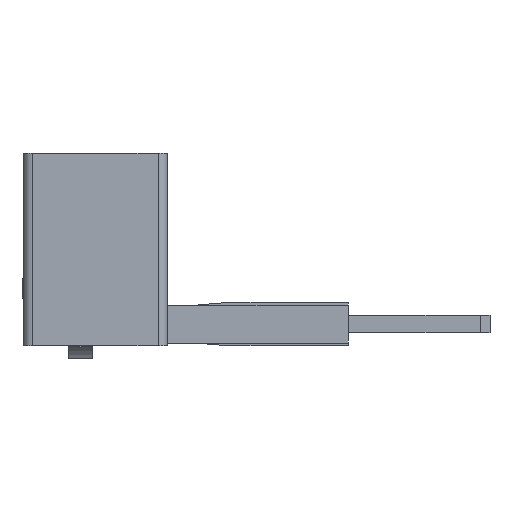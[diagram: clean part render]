
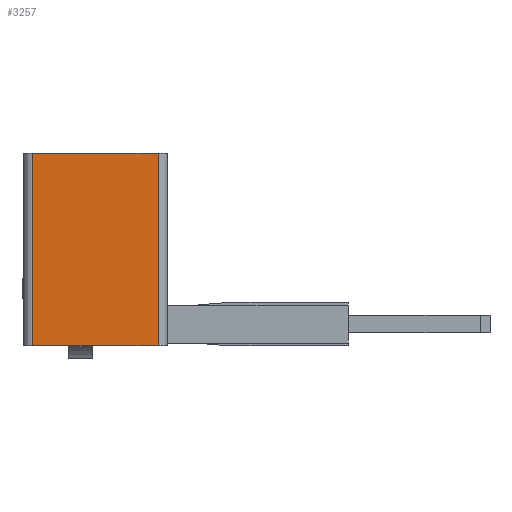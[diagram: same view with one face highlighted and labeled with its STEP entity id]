
A CAD part, left-side view. The second image highlights one B-rep face of the part: STEP entity #3257.
In plain terms, the highlighted planar face has unit normal (-1, 0, 0).
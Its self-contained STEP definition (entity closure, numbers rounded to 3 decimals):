
#55 = VERTEX_POINT ( 'NONE', #1510 ) ;
#243 = CARTESIAN_POINT ( 'NONE',  ( -7.11, 10.05, 1.15 ) ) ;
#411 = CARTESIAN_POINT ( 'NONE',  ( -7.11, 17.17, 9.01 ) ) ;
#514 = LINE ( 'NONE', #243, #2919 ) ;
#527 = ORIENTED_EDGE ( 'NONE', *, *, #2435, .T. ) ;
#593 = EDGE_LOOP ( 'NONE', ( #527, #1142, #1398, #3622 ) ) ;
#662 = CARTESIAN_POINT ( 'NONE',  ( -7.11, 16.67, -1.15 ) ) ;
#778 = CARTESIAN_POINT ( 'NONE',  ( -7.11, 10.05, -1.15 ) ) ;
#1142 = ORIENTED_EDGE ( 'NONE', *, *, #1224, .T. ) ;
#1224 = EDGE_CURVE ( 'NONE', #1591, #55, #514, .T. ) ;
#1398 = ORIENTED_EDGE ( 'NONE', *, *, #1542, .F. ) ;
#1510 = CARTESIAN_POINT ( 'NONE',  ( -7.11, 10.05, 9.01 ) ) ;
#1542 = EDGE_CURVE ( 'NONE', #1797, #55, #3393, .T. ) ;
#1574 = DIRECTION ( 'NONE',  ( 0., -1., 0. ) ) ;
#1591 = VERTEX_POINT ( 'NONE', #778 ) ;
#1644 = PLANE ( 'NONE',  #2716 ) ;
#1707 = FACE_OUTER_BOUND ( 'NONE', #593, .T. ) ;
#1797 = VERTEX_POINT ( 'NONE', #2737 ) ;
#1967 = VERTEX_POINT ( 'NONE', #662 ) ;
#1999 = DIRECTION ( 'NONE',  ( 1., 0., 0. ) ) ;
#2242 = VECTOR ( 'NONE', #2378, 1000. ) ;
#2358 = LINE ( 'NONE', #3230, #2242 ) ;
#2378 = DIRECTION ( 'NONE',  ( 0., -1., 0. ) ) ;
#2435 = EDGE_CURVE ( 'NONE', #1967, #1591, #2358, .T. ) ;
#2502 = DIRECTION ( 'NONE',  ( 0., 0., -1. ) ) ;
#2716 = AXIS2_PLACEMENT_3D ( 'NONE', #2796, #1999, #3161 ) ;
#2737 = CARTESIAN_POINT ( 'NONE',  ( -7.11, 16.67, 9.01 ) ) ;
#2762 = CARTESIAN_POINT ( 'NONE',  ( -7.11, 16.67, 1.15 ) ) ;
#2796 = CARTESIAN_POINT ( 'NONE',  ( -7.11, 17.17, 1.15 ) ) ;
#2842 = LINE ( 'NONE', #2762, #3445 ) ;
#2850 = DIRECTION ( 'NONE',  ( 0., 0., 1. ) ) ;
#2919 = VECTOR ( 'NONE', #2850, 1000. ) ;
#2959 = EDGE_CURVE ( 'NONE', #1797, #1967, #2842, .T. ) ;
#3161 = DIRECTION ( 'NONE',  ( 0., 0., -1. ) ) ;
#3230 = CARTESIAN_POINT ( 'NONE',  ( -7.11, 17.17, -1.15 ) ) ;
#3257 = ADVANCED_FACE ( 'NONE', ( #1707 ), #1644, .F. ) ;
#3393 = LINE ( 'NONE', #411, #3585 ) ;
#3445 = VECTOR ( 'NONE', #2502, 1000. ) ;
#3585 = VECTOR ( 'NONE', #1574, 1000. ) ;
#3622 = ORIENTED_EDGE ( 'NONE', *, *, #2959, .T. ) ;
